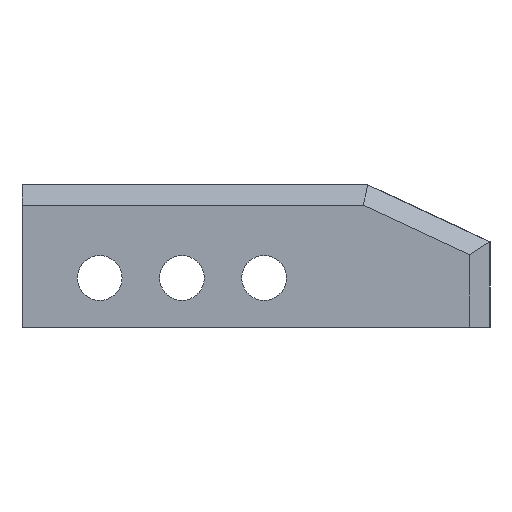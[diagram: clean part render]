
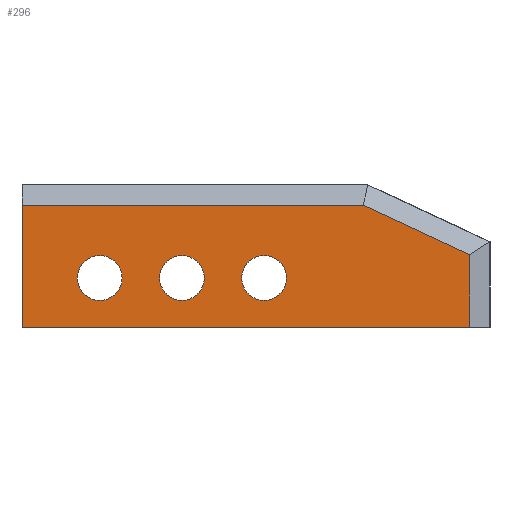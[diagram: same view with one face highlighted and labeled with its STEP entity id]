
A CAD part, front view. The second image highlights one B-rep face of the part: STEP entity #296.
In plain terms, the highlighted planar face has unit normal (0, -1, 0).
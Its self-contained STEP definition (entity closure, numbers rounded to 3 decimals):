
#296=ADVANCED_FACE('',(#1849,#1851,#1853,#1855),#1857,.T.);
#1849=FACE_BOUND('',#1850,.T.);
#1850=EDGE_LOOP('',(#3207,#3208,#3209,#3210,#3211));
#1851=FACE_BOUND('',#1852,.T.);
#1852=EDGE_LOOP('',(#3212));
#1853=FACE_BOUND('',#1854,.T.);
#1854=EDGE_LOOP('',(#3213));
#1855=FACE_BOUND('',#1856,.T.);
#1856=EDGE_LOOP('',(#3214));
#1857=PLANE('',#1858);
#1858=AXIS2_PLACEMENT_3D('',#1859,#1860,#1861);
#1859=CARTESIAN_POINT('',(-57.5,-89.,-35.));
#1860=DIRECTION('',(0.,-1.,0.));
#1861=DIRECTION('',(1.,0.,0.));
#3207=ORIENTED_EDGE('',*,*,#3930,.F.);
#3208=ORIENTED_EDGE('',*,*,#3860,.F.);
#3209=ORIENTED_EDGE('',*,*,#3998,.T.);
#3210=ORIENTED_EDGE('',*,*,#4036,.T.);
#3211=ORIENTED_EDGE('',*,*,#4037,.F.);
#3212=ORIENTED_EDGE('',*,*,#4038,.T.);
#3213=ORIENTED_EDGE('',*,*,#4039,.T.);
#3214=ORIENTED_EDGE('',*,*,#4040,.T.);
#3860=EDGE_CURVE('',#4313,#4305,#4315,.T.);
#3930=EDGE_CURVE('',#4305,#4435,#4436,.T.);
#3998=EDGE_CURVE('',#4313,#4565,#4568,.T.);
#4036=EDGE_CURVE('',#4565,#4640,#4641,.T.);
#4037=EDGE_CURVE('',#4435,#4640,#4642,.F.);
#4038=EDGE_CURVE('',#4643,#4643,#4644,.F.);
#4039=EDGE_CURVE('',#4645,#4645,#4646,.F.);
#4040=EDGE_CURVE('',#4647,#4647,#4648,.F.);
#4305=VERTEX_POINT('',#5066);
#4313=VERTEX_POINT('',#5082);
#4315=LINE('',#5086,#5087);
#4435=VERTEX_POINT('',#5366);
#4436=LINE('',#5367,#5368);
#4565=VERTEX_POINT('',#5663);
#4568=LINE('',#5668,#5669);
#4640=VERTEX_POINT('',#5830);
#4641=LINE('',#5831,#5832);
#4642=LINE('',#5834,#5835);
#4643=VERTEX_POINT('',#5837);
#4644=CIRCLE('',#5838,5.5);
#4645=VERTEX_POINT('',#5842);
#4646=CIRCLE('',#5843,5.5);
#4647=VERTEX_POINT('',#5847);
#4648=CIRCLE('',#5848,5.5);
#5066=CARTESIAN_POINT('',(-57.5,-89.,-5.));
#5082=CARTESIAN_POINT('',(-57.5,-89.,-35.));
#5086=CARTESIAN_POINT('',(-57.5,-89.,-35.));
#5087=VECTOR('',#5088,1.);
#5088=DIRECTION('',(0.,0.,1.));
#5366=CARTESIAN_POINT('',(26.368,-89.,-5.));
#5367=CARTESIAN_POINT('',(-57.5,-89.,-5.));
#5368=VECTOR('',#5369,1.);
#5369=DIRECTION('',(1.,0.,0.));
#5663=CARTESIAN_POINT('',(52.5,-89.,-35.));
#5668=CARTESIAN_POINT('',(-57.5,-89.,-35.));
#5669=VECTOR('',#5670,1.);
#5670=DIRECTION('',(1.,0.,0.));
#5830=CARTESIAN_POINT('',(52.5,-89.,-17.185));
#5831=CARTESIAN_POINT('',(52.5,-89.,-35.));
#5832=VECTOR('',#5833,1.);
#5833=DIRECTION('',(0.,0.,1.));
#5834=CARTESIAN_POINT('',(52.5,-89.,-17.185));
#5835=VECTOR('',#5836,1.);
#5836=DIRECTION('',(-0.906,0.,0.423));
#5837=CARTESIAN_POINT('',(-38.4,-89.,-28.4));
#5838=AXIS2_PLACEMENT_3D('',#5839,#5840,#5841);
#5839=CARTESIAN_POINT('',(-38.4,-89.,-22.9));
#5840=DIRECTION('',(0.,-1.,0.));
#5841=DIRECTION('',(0.,0.,-1.));
#5842=CARTESIAN_POINT('',(-18.2,-89.,-28.4));
#5843=AXIS2_PLACEMENT_3D('',#5844,#5845,#5846);
#5844=CARTESIAN_POINT('',(-18.2,-89.,-22.9));
#5845=DIRECTION('',(0.,-1.,0.));
#5846=DIRECTION('',(0.,0.,-1.));
#5847=CARTESIAN_POINT('',(2.,-89.,-28.4));
#5848=AXIS2_PLACEMENT_3D('',#5849,#5850,#5851);
#5849=CARTESIAN_POINT('',(2.,-89.,-22.9));
#5850=DIRECTION('',(0.,-1.,0.));
#5851=DIRECTION('',(0.,0.,-1.));
